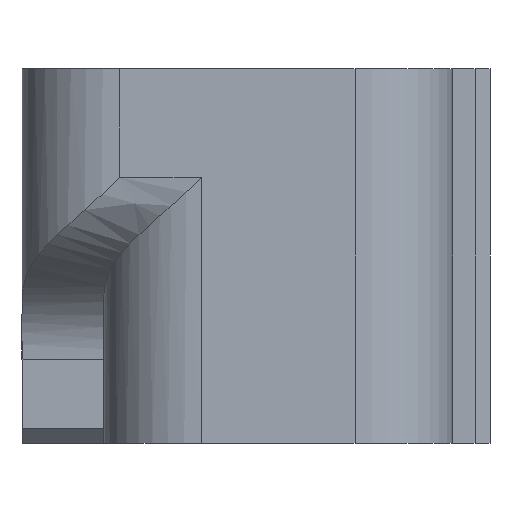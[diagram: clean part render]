
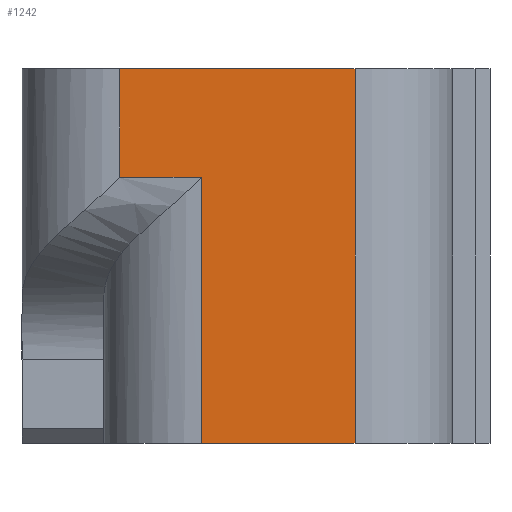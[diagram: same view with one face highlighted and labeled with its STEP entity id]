
A CAD part, left-side view. The second image highlights one B-rep face of the part: STEP entity #1242.
In plain terms, the highlighted planar face has unit normal (-1, 0, 0).
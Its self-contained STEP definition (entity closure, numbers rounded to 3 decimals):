
#89=FACE_OUTER_BOUND('',#152,.T.);
#152=EDGE_LOOP('',(#1050,#1051,#1052,#1053,#1054,#1055));
#184=LINE('',#1745,#339);
#238=LINE('',#1964,#393);
#244=LINE('',#1976,#399);
#281=LINE('',#2055,#436);
#311=LINE('',#2118,#466);
#312=LINE('',#2120,#467);
#339=VECTOR('',#1366,1.);
#393=VECTOR('',#1464,1.);
#399=VECTOR('',#1474,1.);
#436=VECTOR('',#1541,1.);
#466=VECTOR('',#1591,1.);
#467=VECTOR('',#1594,1.);
#496=VERTEX_POINT('',#1731);
#497=VERTEX_POINT('',#1744);
#554=VERTEX_POINT('',#1961);
#555=VERTEX_POINT('',#1963);
#585=VERTEX_POINT('',#2052);
#586=VERTEX_POINT('',#2054);
#617=EDGE_CURVE('',#497,#496,#184,.T.);
#688=EDGE_CURVE('',#554,#555,#238,.T.);
#695=EDGE_CURVE('',#496,#555,#244,.T.);
#734=EDGE_CURVE('',#585,#586,#281,.T.);
#768=EDGE_CURVE('',#585,#497,#311,.T.);
#769=EDGE_CURVE('',#586,#554,#312,.T.);
#1050=ORIENTED_EDGE('',*,*,#695,.T.);
#1051=ORIENTED_EDGE('',*,*,#688,.F.);
#1052=ORIENTED_EDGE('',*,*,#769,.F.);
#1053=ORIENTED_EDGE('',*,*,#734,.F.);
#1054=ORIENTED_EDGE('',*,*,#768,.T.);
#1055=ORIENTED_EDGE('',*,*,#617,.T.);
#1184=PLANE('',#1332);
#1242=ADVANCED_FACE('',(#89),#1184,.T.);
#1332=AXIS2_PLACEMENT_3D('',#2119,#1592,#1593);
#1366=DIRECTION('',(0.,-1.,0.));
#1464=DIRECTION('',(0.,1.,0.));
#1474=DIRECTION('',(0.,0.,-1.));
#1541=DIRECTION('',(0.,-1.,0.));
#1591=DIRECTION('',(0.,0.,-1.));
#1592=DIRECTION('center_axis',(-1.,0.,0.));
#1593=DIRECTION('ref_axis',(0.,1.,0.));
#1594=DIRECTION('',(0.,0.,-1.));
#1731=CARTESIAN_POINT('',(0.,7.7,7.095));
#1744=CARTESIAN_POINT('',(0.,9.88,7.095));
#1745=CARTESIAN_POINT('',(0.,6.845,7.095));
#1961=CARTESIAN_POINT('',(0.,3.6,0.));
#1963=CARTESIAN_POINT('',(0.,7.7,0.));
#1964=CARTESIAN_POINT('',(0.,9.88,0.));
#1976=CARTESIAN_POINT('',(0.,7.7,0.));
#2052=CARTESIAN_POINT('',(0.,9.88,10.));
#2054=CARTESIAN_POINT('',(0.,3.6,10.));
#2055=CARTESIAN_POINT('',(0.,9.88,10.));
#2118=CARTESIAN_POINT('',(0.,9.88,10.));
#2119=CARTESIAN_POINT('Origin',(0.,3.6,10.));
#2120=CARTESIAN_POINT('',(0.,3.6,10.));
